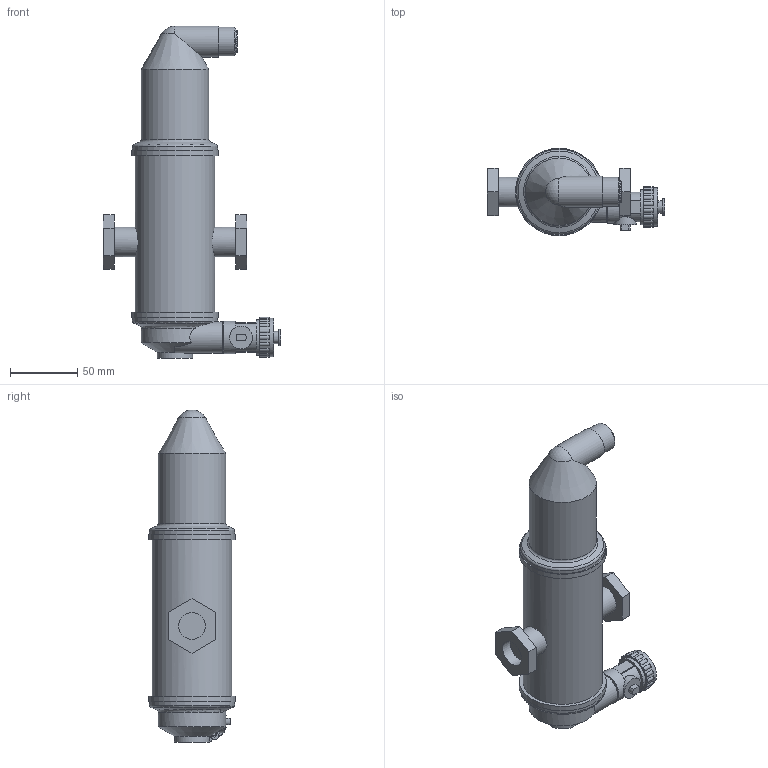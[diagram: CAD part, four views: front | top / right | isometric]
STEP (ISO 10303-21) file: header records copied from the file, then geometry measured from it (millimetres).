
FILE_DESCRIPTION(/* description */ (''),/* implementation_level */ '2;1');
FILE_NAME(/* name */ '3d_ExtwinTW22-9253000.stp',/* time_stamp */ '2018-08-22T09:46:58+02:00',/* author */ ('Andrzej'),/* organization */ (''),/* preprocessor_version */ 'ST-DEVELOPER v16.13',/* originating_system */ 'AutoCAD Mechanical',/* authorisation */ '');
FILE_SCHEMA (('AUTOMOTIVE_DESIGN { 1 0 10303 214 3 1 1 }'));
Length unit declared in the file: millimetre
Products named in the file (1): Product
Bounding box: 131.2 x 64.5 x 246 mm (x, y, z)
Volume: 610513.5 mm3; surface area: 73453.4 mm2
Topology: 3 solids, 3 shells, 144 faces, 354 edges, 235 vertices
Faces by surface type: plane 83, cylinder 50, cone 6, torus 4, sphere 1
Full cylindrical faces by diameter (mm): 2 x1, 9 x1, 12 x1, 16.662 x1, 16.75 x1, 17 x1, 19.8 x2, 21 x1, 21.3 x1, 22 x2, 23 x2, 24 x1, 26 x1, 26.1 x1, 28.5 x1, 50 x1, 59 x1, 63 x2, 64.5 x2
Entity records: 4471 total; most frequent: CARTESIAN_POINT 1145, DIRECTION 726, ORIENTED_EDGE 610, EDGE_CURVE 305, AXIS2_PLACEMENT_3D 291, VERTEX_POINT 218, EDGE_LOOP 197, CIRCLE 146
